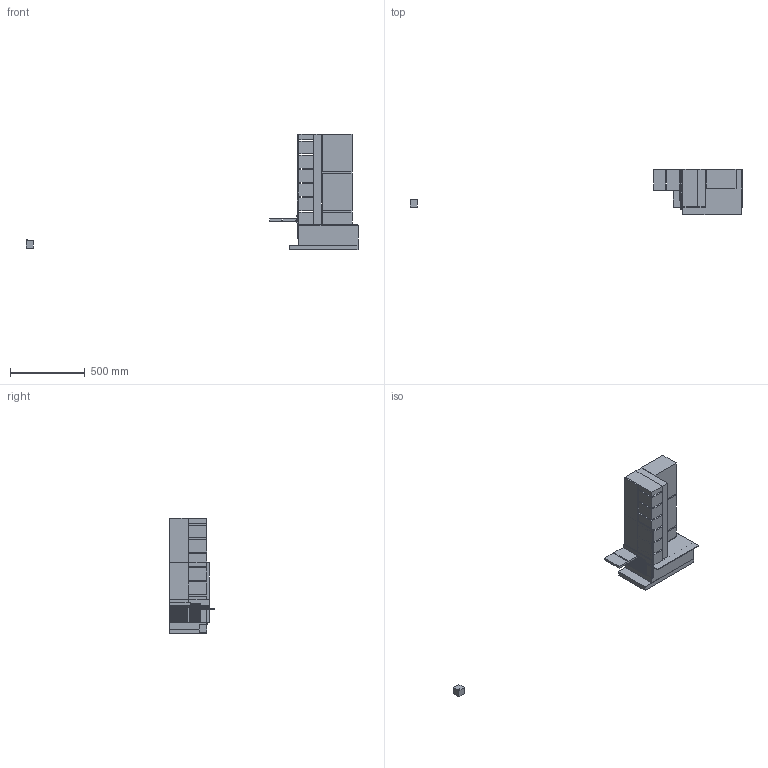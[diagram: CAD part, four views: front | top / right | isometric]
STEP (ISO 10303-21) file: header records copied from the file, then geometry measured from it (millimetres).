
FILE_DESCRIPTION(('STEP AP214'),'1');
FILE_NAME('20.03.03 CAD 2020 - Sockel - Zweischaliges MW verputzt-001 A3 Vorlage.STP','2020-03-04T11:25:49',(' '),(' '),'Spatial InterOp 3D',' ',' ');
FILE_SCHEMA(('automotive_design'));
Length unit declared in the file: millimetre
Products named in the file (58): 3D WÜRFEL; Quader
Bounding box: 2217.24 x 300 x 770 mm (x, y, z)
Volume: 55049146.1 mm3; surface area: 3286765.3 mm2
Topology: 58 solids, 58 shells, 357 faces, 723 edges, 482 vertices
Faces by surface type: plane 357
Entity records: 13313 total; most frequent: CARTESIAN_POINT 1620, DIRECTION 1553, ORIENTED_EDGE 1446, EDGE_CURVE 723, LINE 723, VECTOR 723, VERTEX_POINT 482, STYLED_ITEM 415
